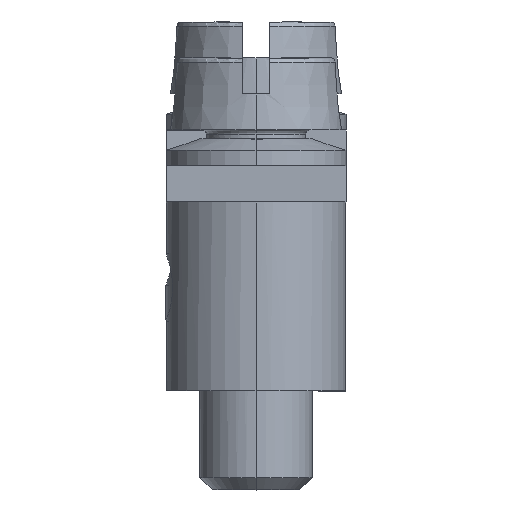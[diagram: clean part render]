
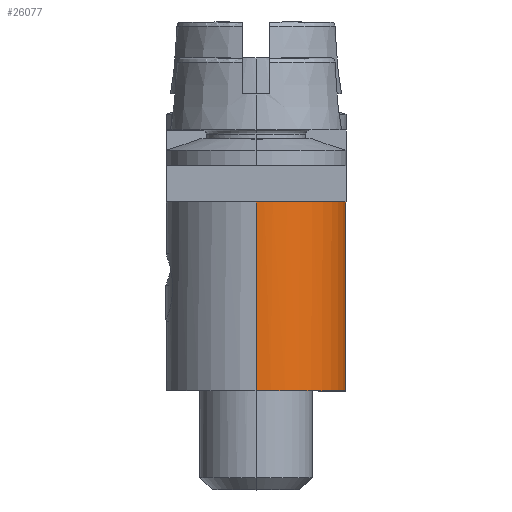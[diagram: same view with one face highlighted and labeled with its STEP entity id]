
A CAD part, left-side view. The second image highlights one B-rep face of the part: STEP entity #26077.
In plain terms, the highlighted cylindrical face has radius 2 mm (diameter 4 mm), a partial arc.
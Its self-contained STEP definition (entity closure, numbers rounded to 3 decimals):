
#26057=AXIS2_PLACEMENT_3D('Cylinder Axis2P3D',#26054,#26055,#26056) ;
#26061=AXIS2_PLACEMENT_3D('Circle Axis2P3D',#26059,#26060,$) ;
#25839=CARTESIAN_POINT('Vertex',(0.5,2.,6.4)) ;
#25843=CARTESIAN_POINT('Control Point',(2.326,0.008,6.4)) ;
#25844=CARTESIAN_POINT('Control Point',(2.119,0.026,6.4)) ;
#25845=CARTESIAN_POINT('Control Point',(1.914,0.071,6.4)) ;
#25846=CARTESIAN_POINT('Control Point',(1.716,0.142,6.4)) ;
#25847=CARTESIAN_POINT('Control Point',(1.344,0.335,6.4)) ;
#25848=CARTESIAN_POINT('Control Point',(1.033,0.616,6.4)) ;
#25849=CARTESIAN_POINT('Control Point',(0.897,0.777,6.4)) ;
#25850=CARTESIAN_POINT('Control Point',(0.686,1.103,6.4)) ;
#25851=CARTESIAN_POINT('Control Point',(0.559,1.47,6.4)) ;
#25852=CARTESIAN_POINT('Control Point',(0.52,1.645,6.4)) ;
#25853=CARTESIAN_POINT('Control Point',(0.5,1.822,6.4)) ;
#25854=CARTESIAN_POINT('Control Point',(0.5,2.,6.4)) ;
#25855=CARTESIAN_POINT('Vertex',(2.326,0.008,6.4)) ;
#25979=CARTESIAN_POINT('Line Origine',(0.5,2.,6.4)) ;
#25983=CARTESIAN_POINT('Vertex',(0.5,2.,2.2)) ;
#26054=CARTESIAN_POINT('Axis2P3D Location',(2.5,2.,6.4)) ;
#26059=CARTESIAN_POINT('Axis2P3D Location',(2.5,2.,2.2)) ;
#26063=CARTESIAN_POINT('Vertex',(2.326,0.008,2.2)) ;
#26066=CARTESIAN_POINT('Line Origine',(2.326,0.008,6.4)) ;
#25980=DIRECTION('Vector Direction',(0.,0.,-1.)) ;
#26055=DIRECTION('Axis2P3D Direction',(0.,0.,-1.)) ;
#26056=DIRECTION('Axis2P3D XDirection',(1.,0.,0.)) ;
#26060=DIRECTION('Axis2P3D Direction',(0.,0.,-1.)) ;
#26067=DIRECTION('Vector Direction',(0.,0.,-1.)) ;
#25981=VECTOR('Line Direction',#25980,1.) ;
#26068=VECTOR('Line Direction',#26067,1.) ;
#26072=ORIENTED_EDGE('',*,*,#25985,.T.) ;
#26073=ORIENTED_EDGE('',*,*,#26065,.T.) ;
#26074=ORIENTED_EDGE('',*,*,#26070,.F.) ;
#26075=ORIENTED_EDGE('',*,*,#25857,.F.) ;
#26077=ADVANCED_FACE('V4',(#26076),#26058,.T.) ;
#25842=B_SPLINE_CURVE_WITH_KNOTS('',5,(#25843,#25844,#25845,#25846,#25847,#25848,#25849,#25850,#25851,#25852,#25853,#25854),.UNSPECIFIED.,.F.,.U.,(6,3,3,6),(0.,1.47,2.939,4.196),.UNSPECIFIED.) ;
#26062=CIRCLE('generated circle',#26061,2.) ;
#26058=CYLINDRICAL_SURFACE('generated cylinder',#26057,2.) ;
#25857=EDGE_CURVE('',#25840,#25856,#25842,.F.) ;
#25985=EDGE_CURVE('',#25840,#25984,#25982,.T.) ;
#26065=EDGE_CURVE('',#25984,#26064,#26062,.F.) ;
#26070=EDGE_CURVE('',#25856,#26064,#26069,.T.) ;
#26071=EDGE_LOOP('',(#26072,#26073,#26074,#26075)) ;
#26076=FACE_OUTER_BOUND('',#26071,.T.) ;
#25982=LINE('Line',#25979,#25981) ;
#26069=LINE('Line',#26066,#26068) ;
#25840=VERTEX_POINT('',#25839) ;
#25856=VERTEX_POINT('',#25855) ;
#25984=VERTEX_POINT('',#25983) ;
#26064=VERTEX_POINT('',#26063) ;
